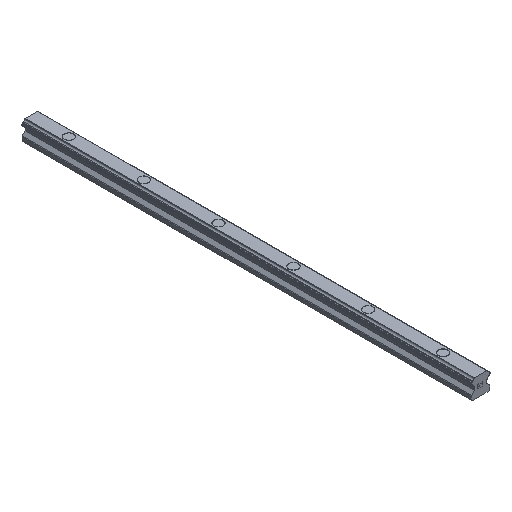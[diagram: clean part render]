
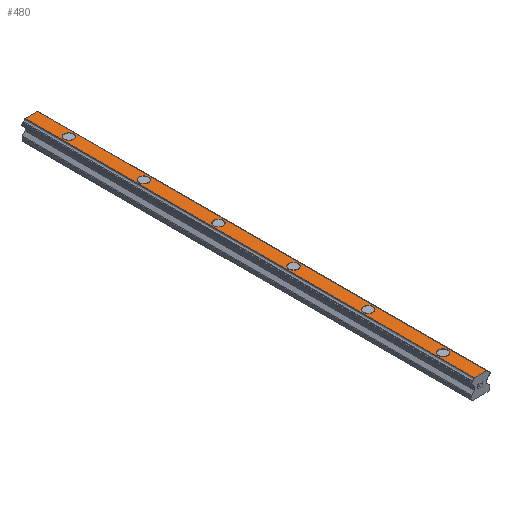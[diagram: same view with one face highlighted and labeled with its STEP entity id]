
A CAD part, isometric view. The second image highlights one B-rep face of the part: STEP entity #480.
In plain terms, the highlighted planar face has unit normal (0, 0, 1).
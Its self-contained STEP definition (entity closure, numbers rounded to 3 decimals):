
#480=ADVANCED_FACE('',(#989,#990,#991,#992,#993,#994,#995),#996,.T.);
#989=FACE_BOUND('',#1526,.T.);
#990=FACE_BOUND('',#1527,.T.);
#991=FACE_BOUND('',#1528,.T.);
#992=FACE_BOUND('',#1529,.T.);
#993=FACE_BOUND('',#1530,.T.);
#994=FACE_BOUND('',#1531,.T.);
#995=FACE_OUTER_BOUND('',#1532,.T.);
#996=PLANE('',#1533);
#1526=EDGE_LOOP('',(#2932,#2933));
#1527=EDGE_LOOP('',(#2934,#2935));
#1528=EDGE_LOOP('',(#2936,#2937));
#1529=EDGE_LOOP('',(#2938,#2939));
#1530=EDGE_LOOP('',(#2940,#2941));
#1531=EDGE_LOOP('',(#2942,#2943));
#1532=EDGE_LOOP('',(#2944,#2945,#2946,#2947));
#1533=AXIS2_PLACEMENT_3D('',#2948,#2949,#2950);
#2932=ORIENTED_EDGE('',*,*,#3221,.T.);
#2933=ORIENTED_EDGE('',*,*,#3633,.T.);
#2934=ORIENTED_EDGE('',*,*,#3211,.T.);
#2935=ORIENTED_EDGE('',*,*,#3639,.T.);
#2936=ORIENTED_EDGE('',*,*,#3201,.T.);
#2937=ORIENTED_EDGE('',*,*,#3645,.T.);
#2938=ORIENTED_EDGE('',*,*,#3191,.T.);
#2939=ORIENTED_EDGE('',*,*,#3651,.T.);
#2940=ORIENTED_EDGE('',*,*,#3181,.T.);
#2941=ORIENTED_EDGE('',*,*,#3657,.T.);
#2942=ORIENTED_EDGE('',*,*,#3171,.T.);
#2943=ORIENTED_EDGE('',*,*,#3663,.T.);
#2944=ORIENTED_EDGE('',*,*,#3608,.T.);
#2945=ORIENTED_EDGE('',*,*,#3718,.F.);
#2946=ORIENTED_EDGE('',*,*,#3470,.T.);
#2947=ORIENTED_EDGE('',*,*,#3716,.T.);
#2948=CARTESIAN_POINT('',(0.,360.0,15.));
#2949=DIRECTION('',(0.0,0.0,1.0));
#2950=DIRECTION('',(-1.0,0.0,0.0));
#3171=EDGE_CURVE('',#3782,#3779,#3783,.T.);
#3181=EDGE_CURVE('',#3800,#3797,#3801,.T.);
#3191=EDGE_CURVE('',#3818,#3815,#3819,.T.);
#3201=EDGE_CURVE('',#3836,#3833,#3837,.T.);
#3211=EDGE_CURVE('',#3854,#3851,#3855,.T.);
#3221=EDGE_CURVE('',#3872,#3869,#3873,.T.);
#3470=EDGE_CURVE('',#4249,#4247,#4250,.T.);
#3608=EDGE_CURVE('',#4480,#4478,#4481,.T.);
#3633=EDGE_CURVE('',#3869,#3872,#4528,.T.);
#3639=EDGE_CURVE('',#3851,#3854,#4534,.T.);
#3645=EDGE_CURVE('',#3833,#3836,#4540,.T.);
#3651=EDGE_CURVE('',#3815,#3818,#4546,.T.);
#3657=EDGE_CURVE('',#3797,#3800,#4552,.T.);
#3663=EDGE_CURVE('',#3779,#3782,#4558,.T.);
#3716=EDGE_CURVE('',#4247,#4480,#4611,.T.);
#3718=EDGE_CURVE('',#4249,#4478,#4613,.T.);
#3779=VERTEX_POINT('',#4676);
#3782=VERTEX_POINT('',#4680);
#3783=CIRCLE('',#4681,3.75);
#3797=VERTEX_POINT('',#4698);
#3800=VERTEX_POINT('',#4702);
#3801=CIRCLE('',#4703,3.75);
#3815=VERTEX_POINT('',#4720);
#3818=VERTEX_POINT('',#4724);
#3819=CIRCLE('',#4725,3.75);
#3833=VERTEX_POINT('',#4742);
#3836=VERTEX_POINT('',#4746);
#3837=CIRCLE('',#4747,3.75);
#3851=VERTEX_POINT('',#4764);
#3854=VERTEX_POINT('',#4768);
#3855=CIRCLE('',#4769,3.75);
#3869=VERTEX_POINT('',#4786);
#3872=VERTEX_POINT('',#4790);
#3873=CIRCLE('',#4791,3.75);
#4247=VERTEX_POINT('',#5303);
#4249=VERTEX_POINT('',#5306);
#4250=LINE('',#5307,#5308);
#4478=VERTEX_POINT('',#5622);
#4480=VERTEX_POINT('',#5625);
#4481=LINE('',#5626,#5627);
#4528=CIRCLE('',#5684,3.75);
#4534=CIRCLE('',#5690,3.75);
#4540=CIRCLE('',#5696,3.75);
#4546=CIRCLE('',#5702,3.75);
#4552=CIRCLE('',#5708,3.75);
#4558=CIRCLE('',#5714,3.75);
#4611=LINE('',#5791,#5792);
#4613=LINE('',#5794,#5795);
#4676=CARTESIAN_POINT('',(3.75,30.0,15.));
#4680=CARTESIAN_POINT('',(-3.75,30.0,15.));
#4681=AXIS2_PLACEMENT_3D('',#5879,#5880,#5881);
#4698=CARTESIAN_POINT('',(3.75,90.0,15.));
#4702=CARTESIAN_POINT('',(-3.75,90.0,15.));
#4703=AXIS2_PLACEMENT_3D('',#5895,#5896,#5897);
#4720=CARTESIAN_POINT('',(3.75,150.0,15.));
#4724=CARTESIAN_POINT('',(-3.75,150.0,15.));
#4725=AXIS2_PLACEMENT_3D('',#5911,#5912,#5913);
#4742=CARTESIAN_POINT('',(3.75,210.0,15.));
#4746=CARTESIAN_POINT('',(-3.75,210.0,15.));
#4747=AXIS2_PLACEMENT_3D('',#5927,#5928,#5929);
#4764=CARTESIAN_POINT('',(3.75,270.0,15.));
#4768=CARTESIAN_POINT('',(-3.75,270.0,15.));
#4769=AXIS2_PLACEMENT_3D('',#5943,#5944,#5945);
#4786=CARTESIAN_POINT('',(3.75,330.0,15.));
#4790=CARTESIAN_POINT('',(-3.75,330.0,15.));
#4791=AXIS2_PLACEMENT_3D('',#5959,#5960,#5961);
#5303=CARTESIAN_POINT('',(-5.049,360.0,15.));
#5306=CARTESIAN_POINT('',(5.049,360.0,15.));
#5307=CARTESIAN_POINT('',(5.049,360.0,15.));
#5308=VECTOR('',#6233,1.0);
#5622=CARTESIAN_POINT('',(5.049,0.0,15.));
#5625=CARTESIAN_POINT('',(-5.049,0.0,15.));
#5626=CARTESIAN_POINT('',(5.049,0.0,15.));
#5627=VECTOR('',#6399,1.0);
#5684=AXIS2_PLACEMENT_3D('',#6449,#6450,#6451);
#5690=AXIS2_PLACEMENT_3D('',#6458,#6459,#6460);
#5696=AXIS2_PLACEMENT_3D('',#6467,#6468,#6469);
#5702=AXIS2_PLACEMENT_3D('',#6476,#6477,#6478);
#5708=AXIS2_PLACEMENT_3D('',#6485,#6486,#6487);
#5714=AXIS2_PLACEMENT_3D('',#6494,#6495,#6496);
#5791=CARTESIAN_POINT('',(-5.049,360.0,15.));
#5792=VECTOR('',#6527,1.0);
#5794=CARTESIAN_POINT('',(5.049,360.0,15.));
#5795=VECTOR('',#6528,1.0);
#5879=CARTESIAN_POINT('',(0.0,30.0,15.));
#5880=DIRECTION('',(0.0,0.0,-1.0));
#5881=DIRECTION('',(1.0,0.0,0.0));
#5895=CARTESIAN_POINT('',(0.0,90.0,15.));
#5896=DIRECTION('',(0.0,0.0,-1.0));
#5897=DIRECTION('',(1.0,0.0,0.0));
#5911=CARTESIAN_POINT('',(0.0,150.0,15.));
#5912=DIRECTION('',(0.0,0.0,-1.0));
#5913=DIRECTION('',(1.0,0.0,0.0));
#5927=CARTESIAN_POINT('',(0.0,210.0,15.));
#5928=DIRECTION('',(0.0,0.0,-1.0));
#5929=DIRECTION('',(1.0,0.0,0.0));
#5943=CARTESIAN_POINT('',(0.0,270.0,15.));
#5944=DIRECTION('',(0.0,0.0,-1.0));
#5945=DIRECTION('',(1.0,0.0,0.0));
#5959=CARTESIAN_POINT('',(0.0,330.0,15.));
#5960=DIRECTION('',(0.0,0.0,-1.0));
#5961=DIRECTION('',(1.0,0.0,0.0));
#6233=DIRECTION('',(-1.0,0.0,0.0));
#6399=DIRECTION('',(1.0,0.0,0.0));
#6449=CARTESIAN_POINT('',(0.0,330.0,15.));
#6450=DIRECTION('',(0.0,0.0,-1.0));
#6451=DIRECTION('',(1.0,0.0,0.0));
#6458=CARTESIAN_POINT('',(0.0,270.0,15.));
#6459=DIRECTION('',(0.0,0.0,-1.0));
#6460=DIRECTION('',(1.0,0.0,0.0));
#6467=CARTESIAN_POINT('',(0.0,210.0,15.));
#6468=DIRECTION('',(0.0,0.0,-1.0));
#6469=DIRECTION('',(1.0,0.0,0.0));
#6476=CARTESIAN_POINT('',(0.0,150.0,15.));
#6477=DIRECTION('',(0.0,0.0,-1.0));
#6478=DIRECTION('',(1.0,0.0,0.0));
#6485=CARTESIAN_POINT('',(0.0,90.0,15.));
#6486=DIRECTION('',(0.0,0.0,-1.0));
#6487=DIRECTION('',(1.0,0.0,0.0));
#6494=CARTESIAN_POINT('',(0.0,30.0,15.));
#6495=DIRECTION('',(0.0,0.0,-1.0));
#6496=DIRECTION('',(1.0,0.0,0.0));
#6527=DIRECTION('',(0.0,-1.0,0.0));
#6528=DIRECTION('',(0.0,-1.0,0.0));
